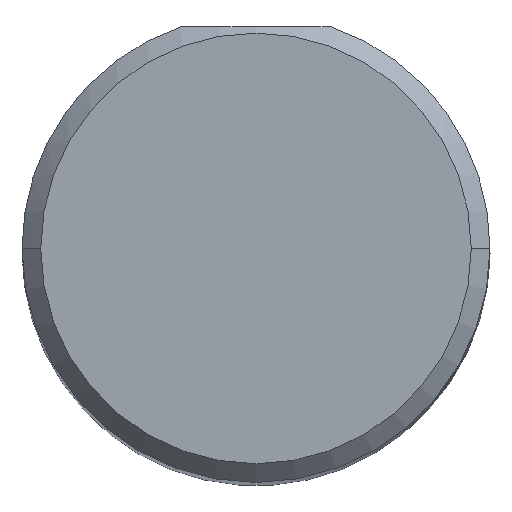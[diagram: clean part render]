
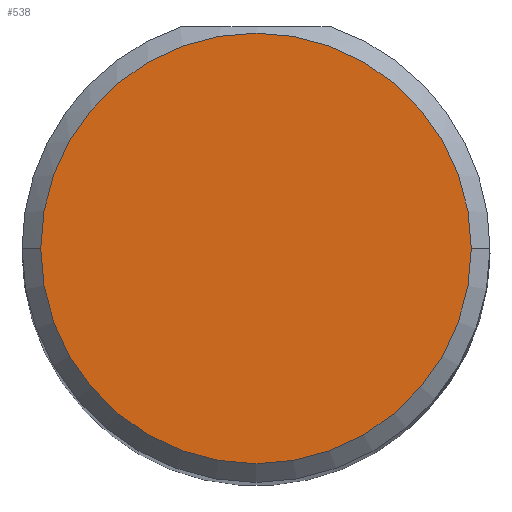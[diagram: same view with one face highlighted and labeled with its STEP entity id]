
A CAD part, top view. The second image highlights one B-rep face of the part: STEP entity #538.
In plain terms, the highlighted planar face has unit normal (0, 0, 1).
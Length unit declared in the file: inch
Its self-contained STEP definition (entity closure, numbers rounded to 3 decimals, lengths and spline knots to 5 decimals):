
#45 = CARTESIAN_POINT ( 'NONE',  ( 0., 0., 2.5 ) ) ;
#65 = EDGE_CURVE ( 'NONE', #539, #334, #281, .T. ) ;
#93 = EDGE_CURVE ( 'NONE', #334, #539, #205, .T. ) ;
#105 = ORIENTED_EDGE ( 'NONE', *, *, #65, .T. ) ;
#147 = DIRECTION ( 'NONE',  ( 1., 0., 0. ) ) ;
#166 = AXIS2_PLACEMENT_3D ( 'NONE', #45, #499, #147 ) ;
#204 = EDGE_LOOP ( 'NONE', ( #105, #526 ) ) ;
#205 = CIRCLE ( 'NONE', #422, 0.1725 ) ;
#232 = AXIS2_PLACEMENT_3D ( 'NONE', #324, #421, #271 ) ;
#271 = DIRECTION ( 'NONE',  ( 1., 0., 0. ) ) ;
#281 = CIRCLE ( 'NONE', #232, 0.1725 ) ;
#293 = PLANE ( 'NONE',  #166 ) ;
#324 = CARTESIAN_POINT ( 'NONE',  ( 0., 0., 2.5 ) ) ;
#334 = VERTEX_POINT ( 'NONE', #525 ) ;
#421 = DIRECTION ( 'NONE',  ( 0., 0., 1. ) ) ;
#422 = AXIS2_PLACEMENT_3D ( 'NONE', #524, #475, #470 ) ;
#470 = DIRECTION ( 'NONE',  ( 1., 0., 0. ) ) ;
#475 = DIRECTION ( 'NONE',  ( 0., 0., 1. ) ) ;
#499 = DIRECTION ( 'NONE',  ( 0., 0., 1. ) ) ;
#524 = CARTESIAN_POINT ( 'NONE',  ( 0., 0., 2.5 ) ) ;
#525 = CARTESIAN_POINT ( 'NONE',  ( 0.1725, 0., 2.5 ) ) ;
#526 = ORIENTED_EDGE ( 'NONE', *, *, #93, .T. ) ;
#538 = ADVANCED_FACE ( 'NONE', ( #620 ), #293, .T. ) ;
#539 = VERTEX_POINT ( 'NONE', #572 ) ;
#572 = CARTESIAN_POINT ( 'NONE',  ( -0.1725, 0., 2.5 ) ) ;
#620 = FACE_OUTER_BOUND ( 'NONE', #204, .T. ) ;
